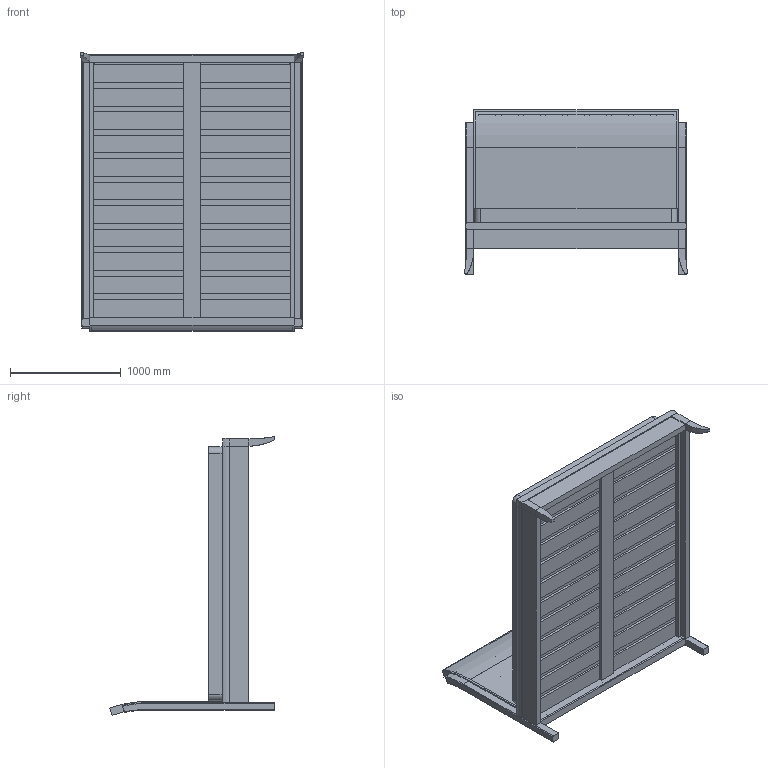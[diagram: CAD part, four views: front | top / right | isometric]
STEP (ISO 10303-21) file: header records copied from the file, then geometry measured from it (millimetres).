
FILE_DESCRIPTION(('FreeCAD Model'),'2;1');
FILE_NAME('Open CASCADE Shape Model','2025-05-28T21:04:36',('FreeCAD'),( 'FreeCAD'),'Open CASCADE STEP processor 7.6','FreeCAD','Unknown');
FILE_SCHEMA(('AUTOMOTIVE_DESIGN { 1 0 10303 214 1 1 1 1 }'));
Length unit declared in the file: millimetre
Products named in the file (1): Open CASCADE STEP translator 7.6 1
Bounding box: 2018.08 x 1487.98 x 2516.33 mm (x, y, z)
Volume: 1345042297.3 mm3; surface area: 37384764 mm2
Topology: 39 solids, 39 shells, 302 faces, 660 edges, 436 vertices
Faces by surface type: bspline 302
Entity records: 7583 total; most frequent: CARTESIAN_POINT 3367, ORIENTED_EDGE 1320, EDGE_CURVE 660, B_SPLINE_CURVE_WITH_KNOTS 552, VERTEX_POINT 436, ADVANCED_FACE 302, FACE_BOUND 302, EDGE_LOOP 302
